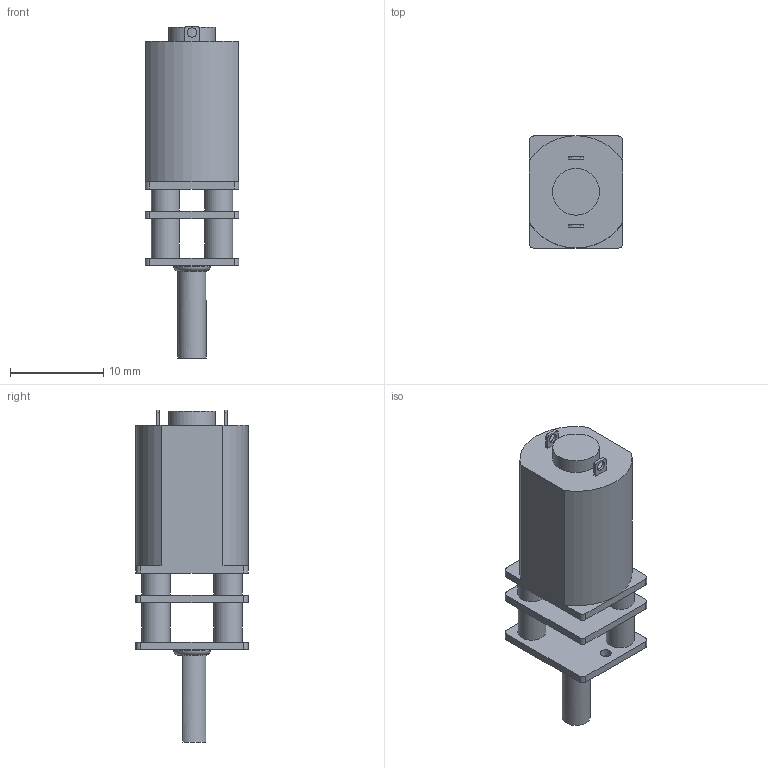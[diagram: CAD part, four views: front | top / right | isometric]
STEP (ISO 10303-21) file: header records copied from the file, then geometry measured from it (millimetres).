
FILE_DESCRIPTION(/* description */ (''),/* implementation_level */ '2;1');
FILE_NAME(/* name */ 'Pololu #2218 Micro Metal Gearmotor HP.stp',/* time_stamp */ '2013-12-20T23:48:09+10:00',/* author */ ('JustinIndra'),/* organization */ (''),/* preprocessor_version */ 'ST-DEVELOPER v15.2',/* originating_system */ 'Autodesk Inventor 2014',/* authorisation */ '');
FILE_SCHEMA (('AUTOMOTIVE_DESIGN { 1 0 10303 214 3 1 1 }'));
Length unit declared in the file: millimetre
Products named in the file (1): #2037
Bounding box: 10 x 12 x 35.52 mm (x, y, z)
Volume: 2035.7 mm3; surface area: 1568.8 mm2
Topology: 1 solids, 1 shells, 66 faces, 167 edges, 111 vertices
Faces by surface type: plane 36, cylinder 29, torus 1
Full cylindrical faces by diameter (mm): 1 x2, 1.221 x2, 3 x4, 3.9 x1, 5 x1
Entity records: 2056 total; most frequent: DIRECTION 346, CARTESIAN_POINT 334, ORIENTED_EDGE 306, EDGE_CURVE 153, AXIS2_PLACEMENT_3D 128, VERTEX_POINT 108, EDGE_LOOP 97, LINE 90
